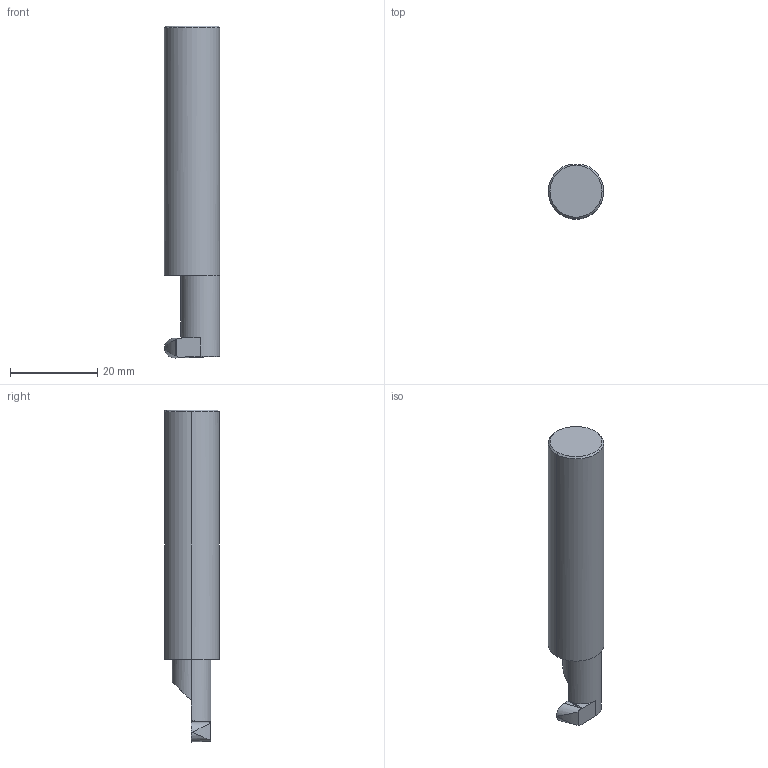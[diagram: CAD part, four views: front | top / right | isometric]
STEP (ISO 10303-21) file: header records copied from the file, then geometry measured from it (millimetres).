
FILE_DESCRIPTION (( 'STEP AP214' ), '1' );
FILE_NAME ('Micro_FR-187-12.STEP', '2021-09-08T13:17:36', ( '' ), ( '' ), 'SwSTEP 2.0', 'SolidWorks 2020', '' );
FILE_SCHEMA (( 'AUTOMOTIVE_DESIGN' ));
Length unit declared in the file: inch
Products named in the file (1): Micro_FR-187-12
Bounding box: 12.7 x 12.45 x 76.11 mm (x, y, z)
Volume: 8085.4 mm3; surface area: 3026.5 mm2
Topology: 1 solids, 1 shells, 23 faces, 55 edges, 34 vertices
Faces by surface type: plane 11, cylinder 9, cone 2, bspline 1
Entity records: 730 total; most frequent: CARTESIAN_POINT 190, ORIENTED_EDGE 110, DIRECTION 99, EDGE_CURVE 55, AXIS2_PLACEMENT_3D 37, VERTEX_POINT 34, LINE 25, VECTOR 25
